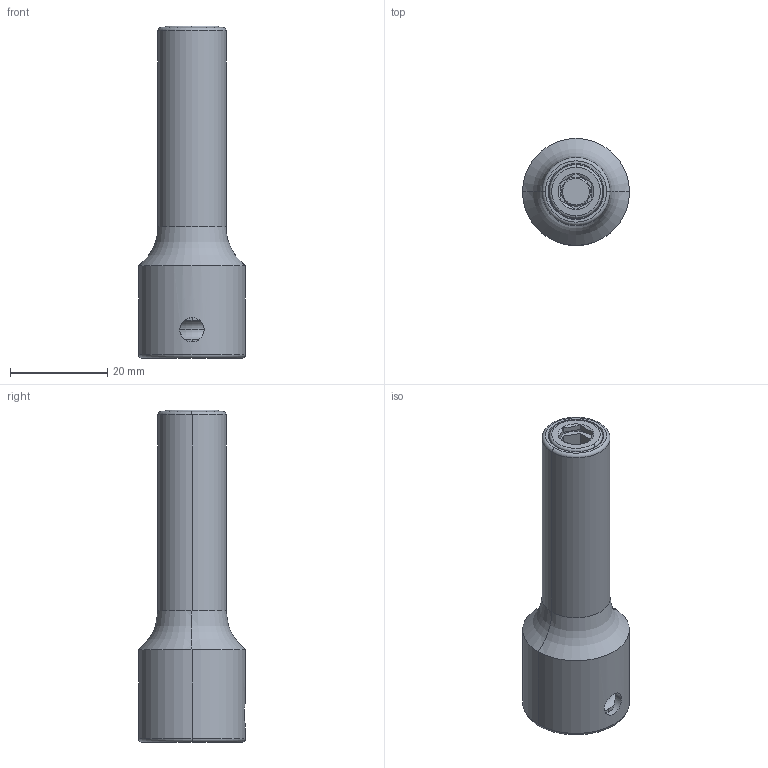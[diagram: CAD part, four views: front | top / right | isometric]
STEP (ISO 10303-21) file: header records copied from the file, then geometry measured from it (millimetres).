
FILE_DESCRIPTION((''),'2;1');
FILE_NAME('4027123580_ASM','2023-09-01T08:23:57',('a00565553'),(''),'CREO PARAMETRIC BY PTC INC, 2022414','CREO PARAMETRIC BY PTC INC, 2022414','');
FILE_SCHEMA(('CONFIG_CONTROL_DESIGN','GEOMETRIC_VALIDATION_PROPERTIES_MIM'));
Length unit declared in the file: millimetre
Products named in the file (8): 1540000059; 9900009513-217; 1350000108_ASM; 9900009513-3254_ASM; 9900032755; 4027123590_ASM; 4027040201; 4027123580_ASM
Assembly tree (7 placements, depth 4):
  4027123580_ASM
    4027123590_ASM
      1540000059
      9900009513-3254_ASM
        9900009513-217
        1350000108_ASM
      9900032755
    4027040201
Bounding box: 22 x 22 x 68.3 mm (x, y, z)
Volume: 12115.1 mm3; surface area: 12381.4 mm2
Topology: 4 solids, 4 shells, 133 faces, 316 edges, 192 vertices
Faces by surface type: plane 52, cylinder 42, torus 23, cone 16
Entity records: 14208 total; most frequent: CARTESIAN_POINT 9418, DIRECTION 675, ORIENTED_EDGE 632, PRESENTATION_STYLE_ASSIGNMENT 365, STYLED_ITEM 320, CURVE_STYLE 316, EDGE_CURVE 316, AXIS2_PLACEMENT_3D 272
